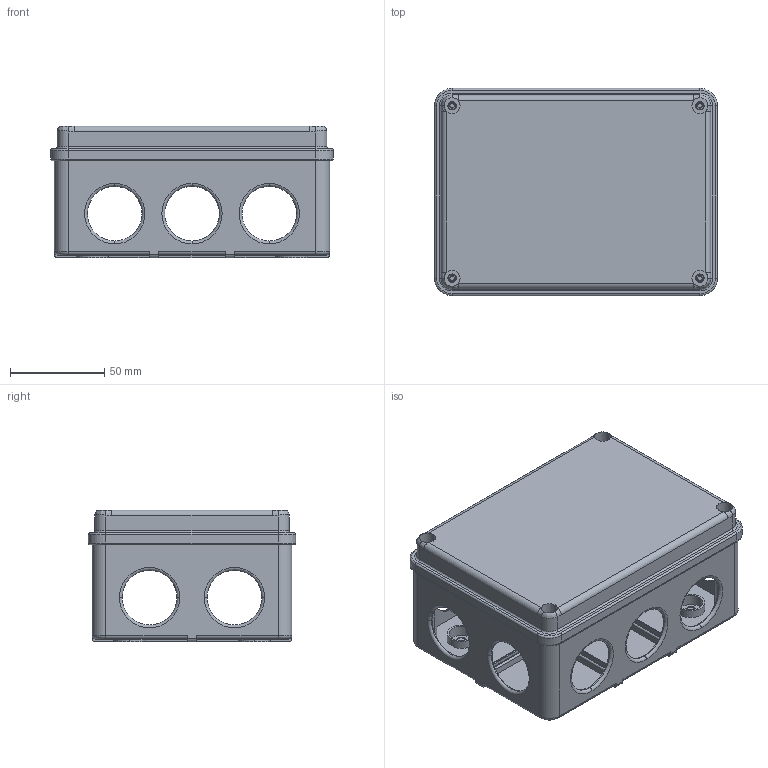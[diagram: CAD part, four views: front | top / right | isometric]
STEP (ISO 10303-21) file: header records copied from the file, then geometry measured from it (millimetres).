
FILE_DESCRIPTION (( 'STEP AP214' ), '1' );
FILE_NAME ('UKF30-150-110-070-4-6-09.STEP', '2021-12-08T12:53:26', ( '' ), ( '' ), 'SwSTEP 2.0', 'SolidWorks 2021', '' );
FILE_SCHEMA (( 'AUTOMOTIVE_DESIGN' ));
Length unit declared in the file: millimetre
Products named in the file (1): UKF30-150-110-070-4-6-09
Bounding box: 150 x 110 x 70 mm (x, y, z)
Volume: 123217.9 mm3; surface area: 142631.2 mm2
Topology: 2 solids, 2 shells, 622 faces, 1552 edges, 958 vertices
Faces by surface type: cylinder 290, plane 236, torus 76, bspline 20
Entity records: 19509 total; most frequent: CARTESIAN_POINT 4285, DIRECTION 3360, ORIENTED_EDGE 3088, EDGE_CURVE 1544, AXIS2_PLACEMENT_3D 1261, VERTEX_POINT 958, LINE 838, VECTOR 838
